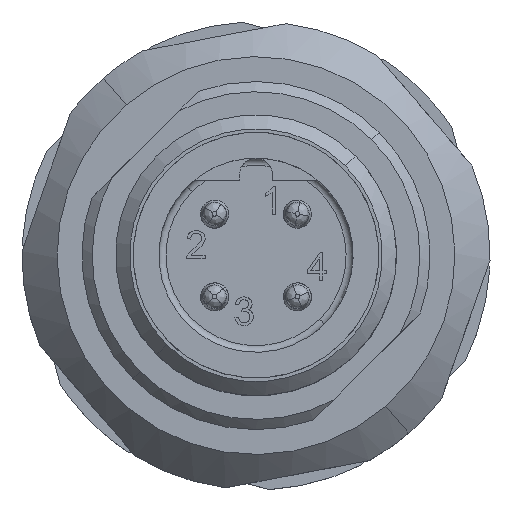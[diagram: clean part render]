
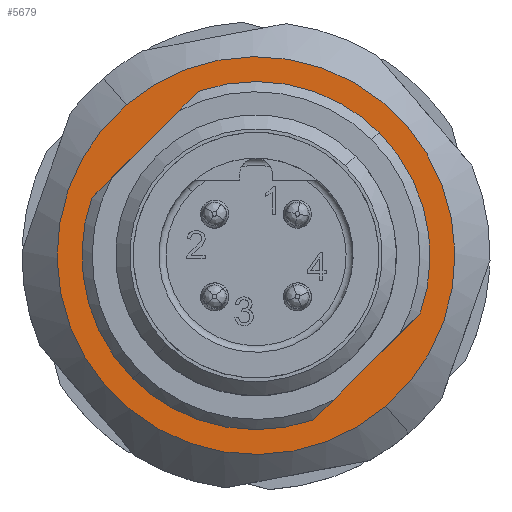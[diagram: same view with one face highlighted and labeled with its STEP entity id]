
A CAD part, top view. The second image highlights one B-rep face of the part: STEP entity #5679.
In plain terms, the highlighted planar face has unit normal (0, 0, 1).
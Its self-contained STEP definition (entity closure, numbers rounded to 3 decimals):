
#5475=AXIS2_PLACEMENT_3D('Circle Axis2P3D',#5473,#5474,$) ;
#5498=AXIS2_PLACEMENT_3D('Circle Axis2P3D',#5496,#5497,$) ;
#5587=AXIS2_PLACEMENT_3D('Plane Axis2P3D',#5584,#5585,#5586) ;
#5463=CARTESIAN_POINT('Vertex',(4.453,16.427,19.312)) ;
#5470=CARTESIAN_POINT('Vertex',(15.543,3.542,19.312)) ;
#5473=CARTESIAN_POINT('Axis2P3D Location',(9.998,9.984,19.312)) ;
#5496=CARTESIAN_POINT('Axis2P3D Location',(9.998,9.984,19.312)) ;
#5584=CARTESIAN_POINT('Axis2P3D Location',(5.288,15.457,19.312)) ;
#5593=CARTESIAN_POINT('Line Origine',(14.736,5.247,19.312)) ;
#5597=CARTESIAN_POINT('Vertex',(17.019,7.53,19.312)) ;
#5599=CARTESIAN_POINT('Vertex',(12.452,2.963,19.312)) ;
#5603=CARTESIAN_POINT('Control Point',(12.452,2.963,19.312)) ;
#5604=CARTESIAN_POINT('Control Point',(11.695,2.699,19.312)) ;
#5605=CARTESIAN_POINT('Control Point',(10.903,2.536,19.312)) ;
#5606=CARTESIAN_POINT('Control Point',(10.093,2.482,19.312)) ;
#5607=CARTESIAN_POINT('Control Point',(8.479,2.593,19.312)) ;
#5608=CARTESIAN_POINT('Control Point',(6.952,3.127,19.312)) ;
#5609=CARTESIAN_POINT('Control Point',(6.23,3.496,19.312)) ;
#5610=CARTESIAN_POINT('Control Point',(5.512,3.996,19.312)) ;
#5611=CARTESIAN_POINT('Control Point',(4.879,4.588,19.312)) ;
#5612=CARTESIAN_POINT('Control Point',(4.832,4.633,19.312)) ;
#5613=CARTESIAN_POINT('Control Point',(4.785,4.679,19.312)) ;
#5614=CARTESIAN_POINT('Control Point',(4.739,4.725,19.312)) ;
#5615=CARTESIAN_POINT('Vertex',(4.739,4.725,19.312)) ;
#5619=CARTESIAN_POINT('Control Point',(4.739,4.725,19.312)) ;
#5620=CARTESIAN_POINT('Control Point',(4.218,5.246,19.312)) ;
#5621=CARTESIAN_POINT('Control Point',(3.762,5.831,19.312)) ;
#5622=CARTESIAN_POINT('Control Point',(3.381,6.47,19.312)) ;
#5623=CARTESIAN_POINT('Control Point',(2.758,7.889,19.312)) ;
#5624=CARTESIAN_POINT('Control Point',(2.516,9.422,19.312)) ;
#5625=CARTESIAN_POINT('Control Point',(2.499,10.234,19.312)) ;
#5626=CARTESIAN_POINT('Control Point',(2.607,11.168,19.312)) ;
#5627=CARTESIAN_POINT('Control Point',(2.856,12.066,19.312)) ;
#5628=CARTESIAN_POINT('Control Point',(2.894,12.191,19.312)) ;
#5629=CARTESIAN_POINT('Control Point',(2.934,12.315,19.312)) ;
#5630=CARTESIAN_POINT('Control Point',(2.977,12.438,19.312)) ;
#5631=CARTESIAN_POINT('Vertex',(2.977,12.438,19.312)) ;
#5634=CARTESIAN_POINT('Line Origine',(5.261,14.722,19.312)) ;
#5638=CARTESIAN_POINT('Vertex',(7.544,17.006,19.312)) ;
#5642=CARTESIAN_POINT('Control Point',(7.544,17.006,19.312)) ;
#5643=CARTESIAN_POINT('Control Point',(8.301,17.27,19.312)) ;
#5644=CARTESIAN_POINT('Control Point',(9.093,17.433,19.312)) ;
#5645=CARTESIAN_POINT('Control Point',(9.903,17.487,19.312)) ;
#5646=CARTESIAN_POINT('Control Point',(11.517,17.376,19.312)) ;
#5647=CARTESIAN_POINT('Control Point',(13.044,16.841,19.312)) ;
#5648=CARTESIAN_POINT('Control Point',(13.767,16.472,19.312)) ;
#5649=CARTESIAN_POINT('Control Point',(14.485,15.973,19.312)) ;
#5650=CARTESIAN_POINT('Control Point',(15.118,15.381,19.312)) ;
#5651=CARTESIAN_POINT('Control Point',(15.165,15.335,19.312)) ;
#5652=CARTESIAN_POINT('Control Point',(15.211,15.29,19.312)) ;
#5653=CARTESIAN_POINT('Control Point',(15.257,15.244,19.312)) ;
#5654=CARTESIAN_POINT('Vertex',(15.257,15.244,19.312)) ;
#5658=CARTESIAN_POINT('Control Point',(15.257,15.244,19.312)) ;
#5659=CARTESIAN_POINT('Control Point',(15.778,14.723,19.312)) ;
#5660=CARTESIAN_POINT('Control Point',(16.234,14.138,19.312)) ;
#5661=CARTESIAN_POINT('Control Point',(16.616,13.499,19.312)) ;
#5662=CARTESIAN_POINT('Control Point',(17.238,12.08,19.312)) ;
#5663=CARTESIAN_POINT('Control Point',(17.48,10.547,19.312)) ;
#5664=CARTESIAN_POINT('Control Point',(17.497,9.735,19.312)) ;
#5665=CARTESIAN_POINT('Control Point',(17.39,8.801,19.312)) ;
#5666=CARTESIAN_POINT('Control Point',(17.14,7.903,19.312)) ;
#5667=CARTESIAN_POINT('Control Point',(17.103,7.778,19.312)) ;
#5668=CARTESIAN_POINT('Control Point',(17.062,7.654,19.312)) ;
#5669=CARTESIAN_POINT('Control Point',(17.019,7.53,19.312)) ;
#5474=DIRECTION('Axis2P3D Direction',(0.,0.,-1.)) ;
#5497=DIRECTION('Axis2P3D Direction',(0.,0.,-1.)) ;
#5585=DIRECTION('Axis2P3D Direction',(0.,0.,1.)) ;
#5586=DIRECTION('Axis2P3D XDirection',(0.758,0.652,0.)) ;
#5594=DIRECTION('Vector Direction',(-0.707,-0.707,0.)) ;
#5635=DIRECTION('Vector Direction',(0.707,0.707,0.)) ;
#5595=VECTOR('Line Direction',#5594,1.) ;
#5636=VECTOR('Line Direction',#5635,1.) ;
#5590=ORIENTED_EDGE('',*,*,#5500,.T.) ;
#5591=ORIENTED_EDGE('',*,*,#5477,.T.) ;
#5672=ORIENTED_EDGE('',*,*,#5601,.T.) ;
#5673=ORIENTED_EDGE('',*,*,#5617,.T.) ;
#5674=ORIENTED_EDGE('',*,*,#5633,.T.) ;
#5675=ORIENTED_EDGE('',*,*,#5640,.T.) ;
#5676=ORIENTED_EDGE('',*,*,#5656,.T.) ;
#5677=ORIENTED_EDGE('',*,*,#5670,.T.) ;
#5678=FACE_BOUND('',#5671,.T.) ;
#5679=ADVANCED_FACE('V2',(#5592,#5678),#5588,.T.) ;
#5602=B_SPLINE_CURVE_WITH_KNOTS('',5,(#5603,#5604,#5605,#5606,#5607,#5608,#5609,#5610,#5611,#5612,#5613,#5614),.UNSPECIFIED.,.F.,.U.,(6,3,3,6),(0.,5.668,11.337,11.798),.UNSPECIFIED.) ;
#5618=B_SPLINE_CURVE_WITH_KNOTS('',5,(#5619,#5620,#5621,#5622,#5623,#5624,#5625,#5626,#5627,#5628,#5629,#5630),.UNSPECIFIED.,.F.,.U.,(6,3,3,6),(11.798,17.005,22.673,23.595),.UNSPECIFIED.) ;
#5641=B_SPLINE_CURVE_WITH_KNOTS('',5,(#5642,#5643,#5644,#5645,#5646,#5647,#5648,#5649,#5650,#5651,#5652,#5653),.UNSPECIFIED.,.F.,.U.,(6,3,3,6),(0.,5.668,11.337,11.798),.UNSPECIFIED.) ;
#5657=B_SPLINE_CURVE_WITH_KNOTS('',5,(#5658,#5659,#5660,#5661,#5662,#5663,#5664,#5665,#5666,#5667,#5668,#5669),.UNSPECIFIED.,.F.,.U.,(6,3,3,6),(11.798,17.005,22.673,23.595),.UNSPECIFIED.) ;
#5476=CIRCLE('generated circle',#5475,8.5) ;
#5499=CIRCLE('generated circle',#5498,8.5) ;
#5477=EDGE_CURVE('',#5464,#5471,#5476,.F.) ;
#5500=EDGE_CURVE('',#5471,#5464,#5499,.F.) ;
#5601=EDGE_CURVE('',#5598,#5600,#5596,.T.) ;
#5617=EDGE_CURVE('',#5600,#5616,#5602,.T.) ;
#5633=EDGE_CURVE('',#5616,#5632,#5618,.T.) ;
#5640=EDGE_CURVE('',#5632,#5639,#5637,.T.) ;
#5656=EDGE_CURVE('',#5639,#5655,#5641,.T.) ;
#5670=EDGE_CURVE('',#5655,#5598,#5657,.T.) ;
#5589=EDGE_LOOP('',(#5590,#5591)) ;
#5671=EDGE_LOOP('',(#5672,#5673,#5674,#5675,#5676,#5677)) ;
#5592=FACE_OUTER_BOUND('',#5589,.T.) ;
#5596=LINE('Line',#5593,#5595) ;
#5637=LINE('Line',#5634,#5636) ;
#5588=PLANE('',#5587) ;
#5464=VERTEX_POINT('',#5463) ;
#5471=VERTEX_POINT('',#5470) ;
#5598=VERTEX_POINT('',#5597) ;
#5600=VERTEX_POINT('',#5599) ;
#5616=VERTEX_POINT('',#5615) ;
#5632=VERTEX_POINT('',#5631) ;
#5639=VERTEX_POINT('',#5638) ;
#5655=VERTEX_POINT('',#5654) ;
